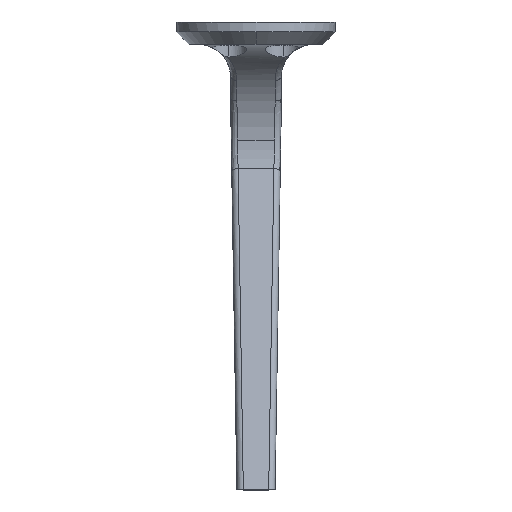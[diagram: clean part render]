
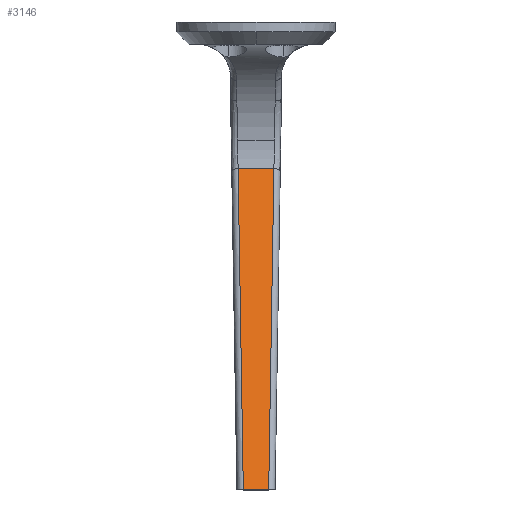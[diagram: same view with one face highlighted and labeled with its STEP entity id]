
A CAD part, top view. The second image highlights one B-rep face of the part: STEP entity #3146.
In plain terms, the highlighted planar face has unit normal (0, 0.3, 0.954).
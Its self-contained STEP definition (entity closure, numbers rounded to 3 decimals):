
#68 = ORIENTED_EDGE ( 'NONE', *, *, #2510, .T. ) ;
#75 = EDGE_LOOP ( 'NONE', ( #68, #3307, #3602, #2483 ) ) ;
#111 = LINE ( 'NONE', #2484, #5419 ) ;
#168 = CARTESIAN_POINT ( 'NONE',  ( -1.994, -70.089, 22.028 ) ) ;
#222 = LINE ( 'NONE', #168, #5447 ) ;
#294 = PLANE ( 'NONE',  #1168 ) ;
#324 = DIRECTION ( 'NONE',  ( 0., -0.3, -0.954 ) ) ;
#634 = LINE ( 'NONE', #956, #747 ) ;
#747 = VECTOR ( 'NONE', #4798, 1000. ) ;
#803 = VERTEX_POINT ( 'NONE', #1753 ) ;
#842 = VERTEX_POINT ( 'NONE', #3053 ) ;
#956 = CARTESIAN_POINT ( 'NONE',  ( 1.995, -69.97, 21.991 ) ) ;
#1168 = AXIS2_PLACEMENT_3D ( 'NONE', #4042, #324, #4126 ) ;
#1522 = CARTESIAN_POINT ( 'NONE',  ( 4., -70., 22. ) ) ;
#1753 = CARTESIAN_POINT ( 'NONE',  ( -2.815, -19.497, 6.128 ) ) ;
#1843 = DIRECTION ( 'NONE',  ( 0.015, -0.954, 0.3 ) ) ;
#2483 = ORIENTED_EDGE ( 'NONE', *, *, #2992, .T. ) ;
#2484 = CARTESIAN_POINT ( 'NONE',  ( -4., -19.497, 6.128 ) ) ;
#2510 = EDGE_CURVE ( 'NONE', #842, #803, #111, .T. ) ;
#2544 = VERTEX_POINT ( 'NONE', #3498 ) ;
#2775 = CARTESIAN_POINT ( 'NONE',  ( 1.995, -70., 22. ) ) ;
#2992 = EDGE_CURVE ( 'NONE', #3890, #842, #634, .T. ) ;
#3053 = CARTESIAN_POINT ( 'NONE',  ( 2.815, -19.497, 6.128 ) ) ;
#3055 = LINE ( 'NONE', #1522, #4232 ) ;
#3146 = ADVANCED_FACE ( 'NONE', ( #3219 ), #294, .F. ) ;
#3219 = FACE_OUTER_BOUND ( 'NONE', #75, .T. ) ;
#3292 = DIRECTION ( 'NONE',  ( -1., 0., 0. ) ) ;
#3307 = ORIENTED_EDGE ( 'NONE', *, *, #3835, .T. ) ;
#3498 = CARTESIAN_POINT ( 'NONE',  ( -1.995, -70., 22. ) ) ;
#3602 = ORIENTED_EDGE ( 'NONE', *, *, #4432, .F. ) ;
#3835 = EDGE_CURVE ( 'NONE', #803, #2544, #222, .T. ) ;
#3890 = VERTEX_POINT ( 'NONE', #2775 ) ;
#4042 = CARTESIAN_POINT ( 'NONE',  ( 4., -70., 22. ) ) ;
#4126 = DIRECTION ( 'NONE',  ( 0., 0.954, -0.3 ) ) ;
#4232 = VECTOR ( 'NONE', #3292, 1000. ) ;
#4432 = EDGE_CURVE ( 'NONE', #3890, #2544, #3055, .T. ) ;
#4798 = DIRECTION ( 'NONE',  ( 0.015, 0.954, -0.3 ) ) ;
#5127 = DIRECTION ( 'NONE',  ( -1., 0., 0. ) ) ;
#5419 = VECTOR ( 'NONE', #5127, 1000. ) ;
#5447 = VECTOR ( 'NONE', #1843, 1000. ) ;
